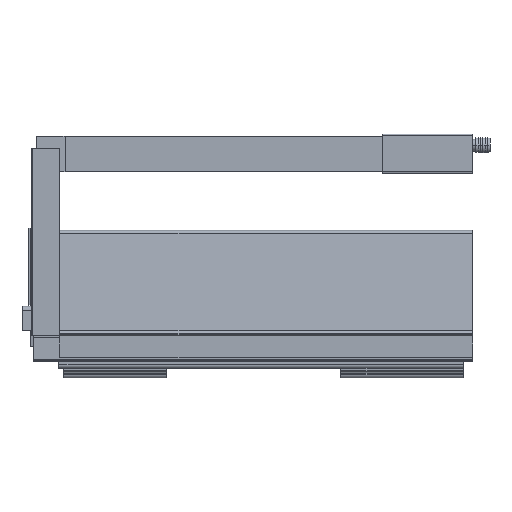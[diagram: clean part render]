
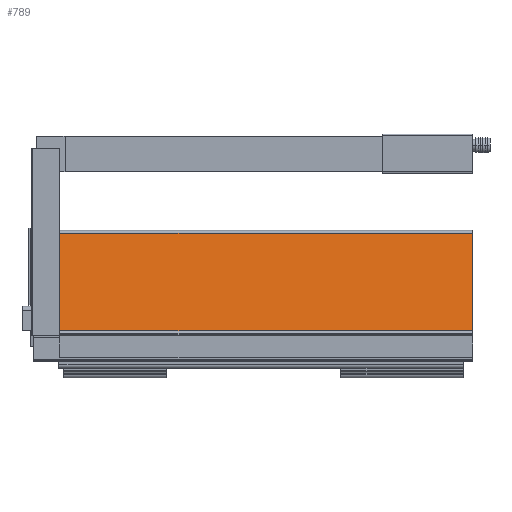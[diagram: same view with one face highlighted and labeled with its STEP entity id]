
A CAD part, top view. The second image highlights one B-rep face of the part: STEP entity #789.
In plain terms, the highlighted planar face has unit normal (0, 0.139, 0.99).
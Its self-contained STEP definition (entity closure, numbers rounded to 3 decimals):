
#288 = DIRECTION ( 'NONE',  ( 0., 0.99, -0.139 ) ) ;
#377 = VECTOR ( 'NONE', #3686, 1000. ) ;
#789 = ADVANCED_FACE ( 'NONE', ( #8896 ), #8770, .T. ) ;
#1159 = CARTESIAN_POINT ( 'NONE',  ( -273.5, 75.024, 25.028 ) ) ;
#1178 = VERTEX_POINT ( 'NONE', #4022 ) ;
#1520 = LINE ( 'NONE', #5442, #11914 ) ;
#2215 = CARTESIAN_POINT ( 'NONE',  ( 0., 75.024, 25.028 ) ) ;
#2362 = LINE ( 'NONE', #12080, #10218 ) ;
#2864 = ORIENTED_EDGE ( 'NONE', *, *, #3361, .T. ) ;
#2907 = VERTEX_POINT ( 'NONE', #2215 ) ;
#3361 = EDGE_CURVE ( 'NONE', #11502, #8451, #1520, .T. ) ;
#3472 = EDGE_CURVE ( 'NONE', #2907, #8451, #4506, .T. ) ;
#3494 = DIRECTION ( 'NONE',  ( 1., 0., 0. ) ) ;
#3686 = DIRECTION ( 'NONE',  ( 0., -0.99, 0.139 ) ) ;
#4022 = CARTESIAN_POINT ( 'NONE',  ( -273.5, 75.024, 25.028 ) ) ;
#4251 = ORIENTED_EDGE ( 'NONE', *, *, #7550, .F. ) ;
#4506 = LINE ( 'NONE', #10046, #377 ) ;
#4907 = CARTESIAN_POINT ( 'NONE',  ( -273.5, 10.222, 34.135 ) ) ;
#5113 = DIRECTION ( 'NONE',  ( 0., 0.139, 0.99 ) ) ;
#5283 = AXIS2_PLACEMENT_3D ( 'NONE', #10708, #5113, #9958 ) ;
#5442 = CARTESIAN_POINT ( 'NONE',  ( 0., 10.222, 34.135 ) ) ;
#5933 = EDGE_CURVE ( 'NONE', #1178, #2907, #2362, .T. ) ;
#6750 = ORIENTED_EDGE ( 'NONE', *, *, #5933, .F. ) ;
#6826 = LINE ( 'NONE', #1159, #10456 ) ;
#7550 = EDGE_CURVE ( 'NONE', #11502, #1178, #6826, .T. ) ;
#8365 = CARTESIAN_POINT ( 'NONE',  ( 0., 10.222, 34.135 ) ) ;
#8451 = VERTEX_POINT ( 'NONE', #8365 ) ;
#8770 = PLANE ( 'NONE',  #5283 ) ;
#8896 = FACE_OUTER_BOUND ( 'NONE', #9940, .T. ) ;
#9436 = ORIENTED_EDGE ( 'NONE', *, *, #3472, .F. ) ;
#9940 = EDGE_LOOP ( 'NONE', ( #4251, #2864, #9436, #6750 ) ) ;
#9958 = DIRECTION ( 'NONE',  ( 0., -0.99, 0.139 ) ) ;
#10046 = CARTESIAN_POINT ( 'NONE',  ( 0., 75.024, 25.028 ) ) ;
#10218 = VECTOR ( 'NONE', #3494, 1000. ) ;
#10456 = VECTOR ( 'NONE', #288, 1000. ) ;
#10708 = CARTESIAN_POINT ( 'NONE',  ( -293., 75.024, 25.028 ) ) ;
#11502 = VERTEX_POINT ( 'NONE', #4907 ) ;
#11914 = VECTOR ( 'NONE', #12097, 1000. ) ;
#12080 = CARTESIAN_POINT ( 'NONE',  ( -293., 75.024, 25.028 ) ) ;
#12097 = DIRECTION ( 'NONE',  ( 1., 0., 0. ) ) ;
